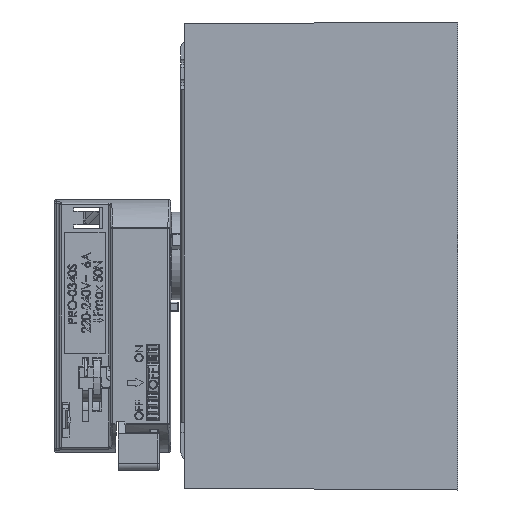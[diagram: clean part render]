
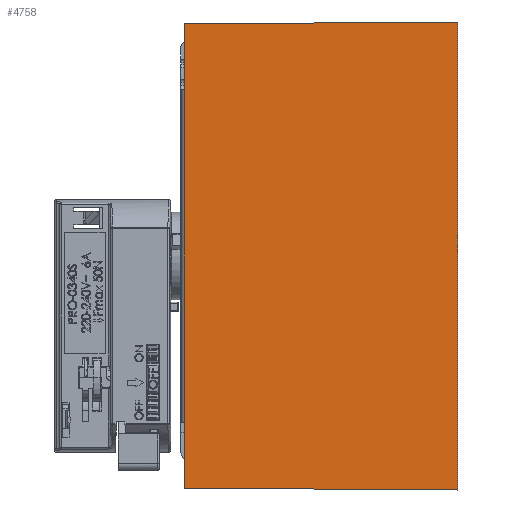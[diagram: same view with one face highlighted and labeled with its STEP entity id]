
A CAD part, left-side view. The second image highlights one B-rep face of the part: STEP entity #4758.
In plain terms, the highlighted planar face has unit normal (-1, 0, 0).
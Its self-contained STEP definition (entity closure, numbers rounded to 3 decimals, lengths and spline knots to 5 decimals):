
#3735=DIRECTION('',(0.,1.,-0.007));
#3736=VECTOR('',#3735,0.08);
#3737=CARTESIAN_POINT('',(1.10227,-0.50543,0.0715));
#3738=LINE('',#3737,#3736);
#3739=DIRECTION('',(0.,0.,1.));
#3740=VECTOR('',#3739,0.137);
#3741=CARTESIAN_POINT('',(1.10227,-0.50543,-0.0655));
#3742=LINE('',#3741,#3740);
#3743=DIRECTION('',(0.,-1.,-0.007));
#3744=VECTOR('',#3743,0.08);
#3745=CARTESIAN_POINT('',(1.10227,-0.42543,
-0.06494));
#3746=LINE('',#3745,#3744);
#3747=DIRECTION('',(0.,0.,-1.));
#3748=VECTOR('',#3747,0.13588);
#3749=CARTESIAN_POINT('',(1.10227,-0.42543,
0.07094));
#3750=LINE('',#3749,#3748);
#4307=CARTESIAN_POINT('',(1.10227,-0.42543,
0.07094));
#4308=CARTESIAN_POINT('',(1.10227,-0.42543,
-0.06494));
#4309=VERTEX_POINT('',#4307);
#4310=VERTEX_POINT('',#4308);
#4313=CARTESIAN_POINT('',(1.10227,-0.50543,0.0715));
#4314=VERTEX_POINT('',#4313);
#4342=CARTESIAN_POINT('',(1.10227,-0.50543,-0.0655));
#4343=VERTEX_POINT('',#4342);
#4744=CARTESIAN_POINT('',(1.10227,-0.50543,-0.025));
#4745=DIRECTION('',(-1.,0.,0.));
#4746=DIRECTION('',(0.,0.,1.));
#4747=AXIS2_PLACEMENT_3D('',#4744,#4745,#4746);
#4748=PLANE('',#4747);
#4750=ORIENTED_EDGE('',*,*,#4749,.F.);
#4752=ORIENTED_EDGE('',*,*,#4751,.F.);
#4754=ORIENTED_EDGE('',*,*,#4753,.F.);
#4755=ORIENTED_EDGE('',*,*,#4690,.F.);
#4756=EDGE_LOOP('',(#4750,#4752,#4754,#4755));
#4757=FACE_OUTER_BOUND('',#4756,.F.);
#4758=ADVANCED_FACE('',(#4757),#4748,.T.);
#4690=EDGE_CURVE('',#4309,#4310,#3750,.T.);
#4749=EDGE_CURVE('',#4314,#4309,#3738,.T.);
#4751=EDGE_CURVE('',#4343,#4314,#3742,.T.);
#4753=EDGE_CURVE('',#4310,#4343,#3746,.T.);
